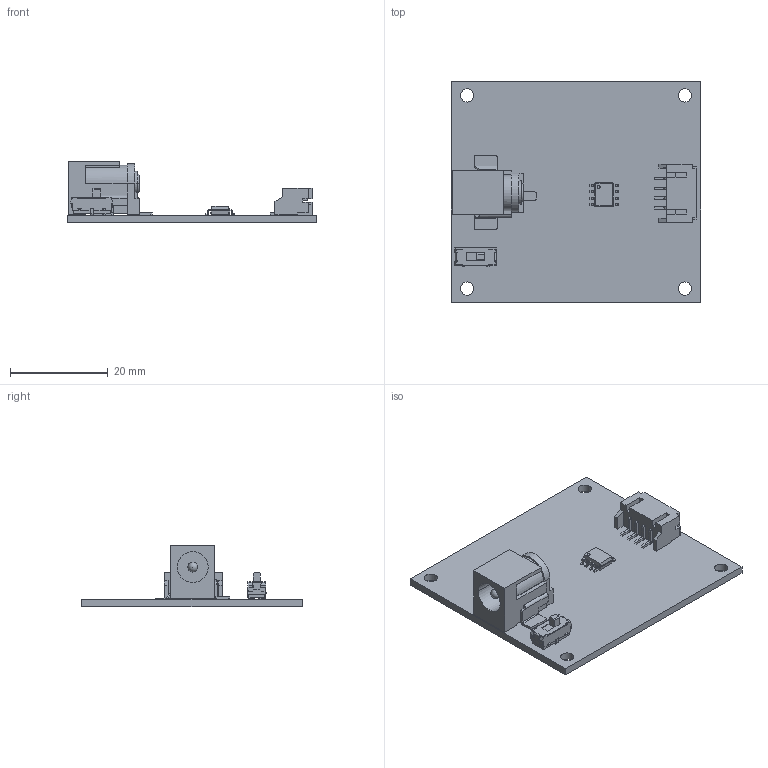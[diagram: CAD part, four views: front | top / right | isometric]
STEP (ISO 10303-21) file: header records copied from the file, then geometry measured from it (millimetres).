
FILE_DESCRIPTION(('KiCad electronic assembly'),'2;1');
FILE_NAME('NB3_power.step','2023-08-12T12:16:53',('Pcbnew'),('Kicad'), 'Open CASCADE STEP processor 7.6','KiCad to STEP converter','Unknown' );
FILE_SCHEMA(('AUTOMOTIVE_DESIGN { 1 0 10303 214 1 1 1 1 }'));
Length unit declared in the file: millimetre
Products named in the file (10): NB3_power 1; Barrel_Jack_PJ-036AH-SMT-TR; COMPOUND; Switch_SPDT_SMD_Slide_JS102011JCQN; Connector_S4B-PH-SM4-TB(LF)(SN); SOLID; Voltage_Regulator_AP64501; NB3_power PCB
Assembly tree (9 placements, depth 3):
  NB3_power 1
    Barrel_Jack_PJ-036AH-SMT-TR
      COMPOUND
    Switch_SPDT_SMD_Slide_JS102011JCQN
      COMPOUND
    Connector_S4B-PH-SM4-TB(LF)(SN)
      SOLID
    Voltage_Regulator_AP64501
      SOLID
    NB3_power PCB
Bounding box: 51 x 45 x 12.63 mm (x, y, z)
Volume: 4924.3 mm3; surface area: 7083.7 mm2
Topology: 16 solids, 16 shells, 634 faces, 1670 edges, 1071 vertices
Faces by surface type: plane 475, cylinder 122, bspline 32, torus 4, sphere 1
Full cylindrical faces by diameter (mm): 0.3 x8, 0.6 x1, 2 x1, 2.7 x4
Entity records: 44635 total; most frequent: CARTESIAN_POINT 8028, DIRECTION 6253, LINE 4393, VECTOR 4393, ORIENTED_EDGE 3338, PCURVE 3338, DEFINITIONAL_REPRESENTATION 3338, EDGE_CURVE 1669
